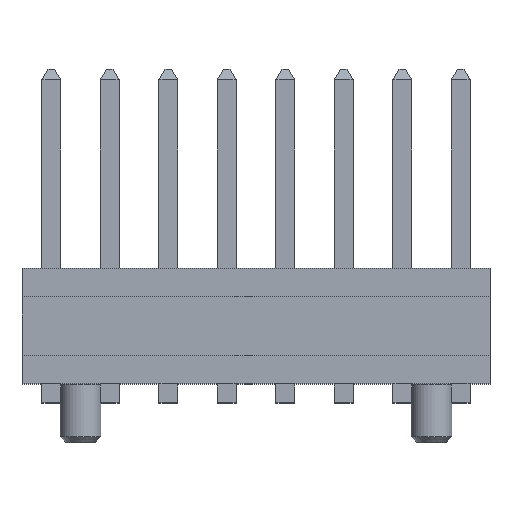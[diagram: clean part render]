
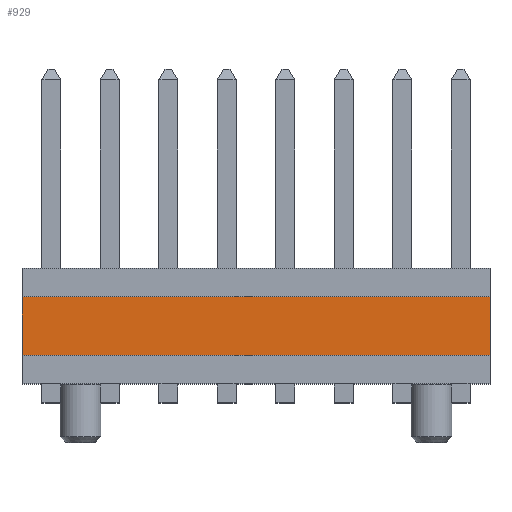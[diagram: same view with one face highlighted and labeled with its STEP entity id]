
A CAD part, top view. The second image highlights one B-rep face of the part: STEP entity #929.
In plain terms, the highlighted planar face has unit normal (0, 0, 1).
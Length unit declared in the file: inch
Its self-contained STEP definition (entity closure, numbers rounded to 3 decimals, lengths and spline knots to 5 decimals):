
#929 = ADVANCED_FACE( '', ( #1925 ), #1926, .F. );
#1925 = FACE_OUTER_BOUND( '', #3003, .T. );
#1926 = PLANE( '', #3004 );
#3003 = EDGE_LOOP( '', ( #5659, #5660, #5661, #5662 ) );
#3004 = AXIS2_PLACEMENT_3D( '', #5663, #5664, #5665 );
#5659 = ORIENTED_EDGE( '', *, *, #7646, .T. );
#5660 = ORIENTED_EDGE( '', *, *, #7458, .F. );
#5661 = ORIENTED_EDGE( '', *, *, #6845, .F. );
#5662 = ORIENTED_EDGE( '', *, *, #7647, .T. );
#5663 = CARTESIAN_POINT( '', ( 0.2, 0.0745, 0.0575 ) );
#5664 = DIRECTION( '', ( 0., 0., -1. ) );
#5665 = DIRECTION( '', ( -1., 0., 0. ) );
#6845 = EDGE_CURVE( '', #8362, #8364, #8365, .T. );
#7458 = EDGE_CURVE( '', #8364, #9272, #9276, .T. );
#7646 = EDGE_CURVE( '', #9511, #9272, #9512, .T. );
#7647 = EDGE_CURVE( '', #8362, #9511, #9513, .T. );
#8362 = VERTEX_POINT( '', #10497 );
#8364 = VERTEX_POINT( '', #10500 );
#8365 = LINE( '', #10501, #10502 );
#9272 = VERTEX_POINT( '', #11854 );
#9276 = LINE( '', #11860, #11861 );
#9511 = VERTEX_POINT( '', #12216 );
#9512 = LINE( '', #12217, #12218 );
#9513 = LINE( '', #12219, #12220 );
#10497 = CARTESIAN_POINT( '', ( 0.2, 0.0745, 0.0575 ) );
#10500 = CARTESIAN_POINT( '', ( 0.2, 0.0245, 0.0575 ) );
#10501 = CARTESIAN_POINT( '', ( 0.2, 0.0745, 0.0575 ) );
#10502 = VECTOR( '', #12723, 39.37008 );
#11854 = CARTESIAN_POINT( '', ( -0.2, 0.0245, 0.0575 ) );
#11860 = CARTESIAN_POINT( '', ( 0.2, 0.0245, 0.0575 ) );
#11861 = VECTOR( '', #13243, 39.37008 );
#12216 = CARTESIAN_POINT( '', ( -0.2, 0.0745, 0.0575 ) );
#12217 = CARTESIAN_POINT( '', ( -0.2, 0.0745, 0.0575 ) );
#12218 = VECTOR( '', #13388, 39.37008 );
#12219 = CARTESIAN_POINT( '', ( 0.2, 0.0745, 0.0575 ) );
#12220 = VECTOR( '', #13389, 39.37008 );
#12723 = DIRECTION( '', ( 0., -1., 0. ) );
#13243 = DIRECTION( '', ( -1., 0., 0. ) );
#13388 = DIRECTION( '', ( 0., -1., 0. ) );
#13389 = DIRECTION( '', ( -1., 0., 0. ) );
